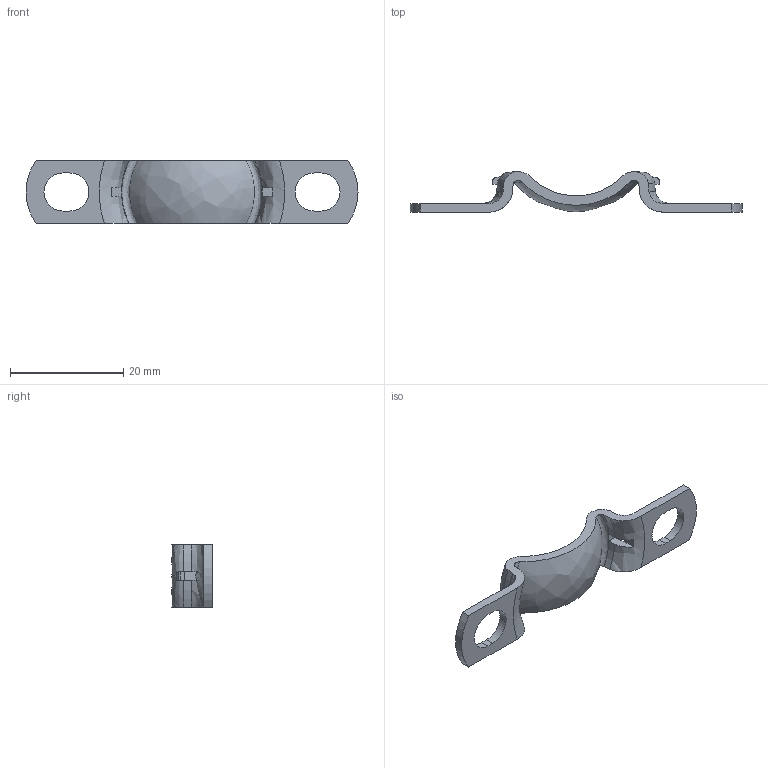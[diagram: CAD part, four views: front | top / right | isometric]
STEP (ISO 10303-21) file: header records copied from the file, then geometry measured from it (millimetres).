
FILE_DESCRIPTION (( 'STEP AP214' ), '1' );
FILE_NAME ('PillowBlockBearing_Base.step', '2018-12-21T21:05:54', ( '' ), ( '' ), 'SwSTEP 2.0', 'SolidWorks 2018', '' );
FILE_SCHEMA (( 'AUTOMOTIVE_DESIGN' ));
Length unit declared in the file: inch
Products named in the file (1): PillowBlockBearing_Base
Bounding box: 58.75 x 7.14 x 11.13 mm (x, y, z)
Volume: 1015 mm3; surface area: 1684.2 mm2
Topology: 1 solids, 1 shells, 54 faces, 160 edges, 104 vertices
Faces by surface type: plane 28, bspline 10, cone 8, cylinder 8
Entity records: 2343 total; most frequent: CARTESIAN_POINT 979, ORIENTED_EDGE 320, DIRECTION 222, EDGE_CURVE 160, VERTEX_POINT 104, AXIS2_PLACEMENT_3D 81, B_SPLINE_CURVE_WITH_KNOTS 63, LINE 60
